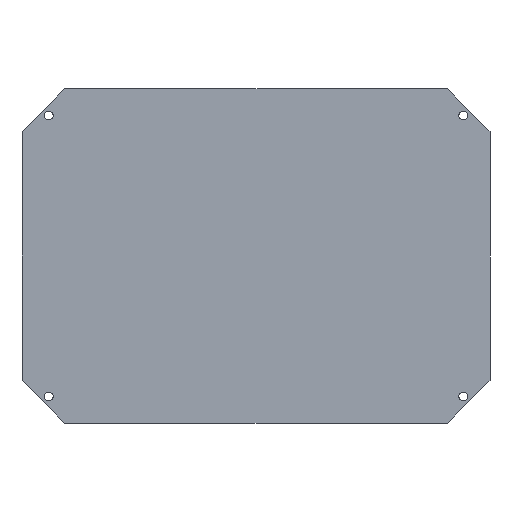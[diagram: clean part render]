
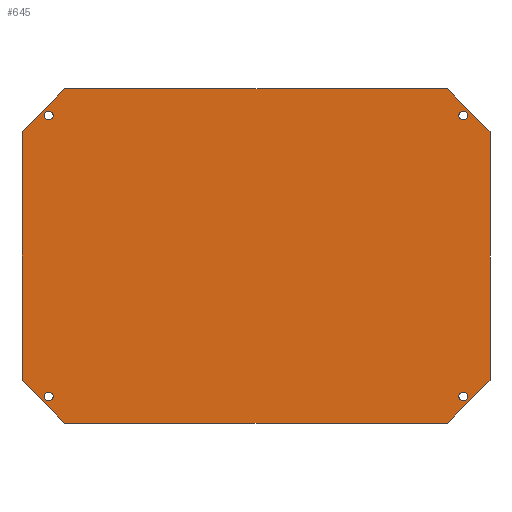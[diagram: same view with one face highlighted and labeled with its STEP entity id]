
A CAD part, front view. The second image highlights one B-rep face of the part: STEP entity #645.
In plain terms, the highlighted planar face has unit normal (0, -1, 0).
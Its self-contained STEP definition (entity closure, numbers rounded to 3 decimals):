
#15 = EDGE_CURVE ( 'NONE', #367, #166, #342, .T. ) ;
#18 = FACE_OUTER_BOUND ( 'NONE', #279, .T. ) ;
#20 = VERTEX_POINT ( 'NONE', #552 ) ;
#25 = VERTEX_POINT ( 'NONE', #195 ) ;
#26 = FACE_BOUND ( 'NONE', #338, .T. ) ;
#29 = EDGE_CURVE ( 'NONE', #653, #350, #352, .T. ) ;
#30 = CARTESIAN_POINT ( 'NONE',  ( -175., 0., 93. ) ) ;
#35 = CARTESIAN_POINT ( 'NONE',  ( -155., 0., 101.75 ) ) ;
#37 = ORIENTED_EDGE ( 'NONE', *, *, #356, .T. ) ;
#39 = ORIENTED_EDGE ( 'NONE', *, *, #551, .T. ) ;
#45 = VECTOR ( 'NONE', #66, 1000. ) ;
#49 = VECTOR ( 'NONE', #285, 1000. ) ;
#52 = VERTEX_POINT ( 'NONE', #557 ) ;
#65 = ORIENTED_EDGE ( 'NONE', *, *, #577, .F. ) ;
#66 = DIRECTION ( 'NONE',  ( 0.707, 0., -0.707 ) ) ;
#69 = CARTESIAN_POINT ( 'NONE',  ( 0., 0., 0. ) ) ;
#73 = FACE_BOUND ( 'NONE', #206, .T. ) ;
#74 = CIRCLE ( 'NONE', #87, 3.25 ) ;
#83 = DIRECTION ( 'NONE',  ( 0., 0., 1. ) ) ;
#84 = ORIENTED_EDGE ( 'NONE', *, *, #268, .T. ) ;
#87 = AXIS2_PLACEMENT_3D ( 'NONE', #547, #652, #236 ) ;
#91 = DIRECTION ( 'NONE',  ( 0., 1., 0. ) ) ;
#95 = DIRECTION ( 'NONE',  ( 0., 1., 0. ) ) ;
#102 = DIRECTION ( 'NONE',  ( -0.707, 0., -0.707 ) ) ;
#106 = CIRCLE ( 'NONE', #262, 3.25 ) ;
#113 = VECTOR ( 'NONE', #361, 1000. ) ;
#114 = DIRECTION ( 'NONE',  ( 0., 0., -1. ) ) ;
#122 = VERTEX_POINT ( 'NONE', #660 ) ;
#123 = CARTESIAN_POINT ( 'NONE',  ( -143., 0., -125. ) ) ;
#126 = DIRECTION ( 'NONE',  ( 0., 1., 0. ) ) ;
#129 = CARTESIAN_POINT ( 'NONE',  ( 143., 0., -125. ) ) ;
#135 = DIRECTION ( 'NONE',  ( 0., 0., -1. ) ) ;
#139 = VECTOR ( 'NONE', #500, 1000. ) ;
#146 = DIRECTION ( 'NONE',  ( 0., 0., 1. ) ) ;
#149 = VERTEX_POINT ( 'NONE', #377 ) ;
#152 = ORIENTED_EDGE ( 'NONE', *, *, #29, .T. ) ;
#166 = VERTEX_POINT ( 'NONE', #566 ) ;
#169 = VERTEX_POINT ( 'NONE', #257 ) ;
#170 = DIRECTION ( 'NONE',  ( 0., 0., 1. ) ) ;
#171 = ORIENTED_EDGE ( 'NONE', *, *, #586, .T. ) ;
#174 = DIRECTION ( 'NONE',  ( 1., 0., 0. ) ) ;
#187 = CIRCLE ( 'NONE', #386, 3.25 ) ;
#189 = ORIENTED_EDGE ( 'NONE', *, *, #383, .T. ) ;
#195 = CARTESIAN_POINT ( 'NONE',  ( 155., 0., 108.25 ) ) ;
#203 = VECTOR ( 'NONE', #102, 1000. ) ;
#205 = AXIS2_PLACEMENT_3D ( 'NONE', #391, #91, #135 ) ;
#206 = EDGE_LOOP ( 'NONE', ( #542, #572 ) ) ;
#215 = CARTESIAN_POINT ( 'NONE',  ( 155., 0., -105. ) ) ;
#223 = CARTESIAN_POINT ( 'NONE',  ( -175., 0., -93. ) ) ;
#225 = ORIENTED_EDGE ( 'NONE', *, *, #393, .F. ) ;
#236 = DIRECTION ( 'NONE',  ( 0., 0., -1. ) ) ;
#240 = CIRCLE ( 'NONE', #205, 3.25 ) ;
#248 = EDGE_CURVE ( 'NONE', #594, #353, #287, .T. ) ;
#257 = CARTESIAN_POINT ( 'NONE',  ( 175., 0., -93. ) ) ;
#258 = EDGE_LOOP ( 'NONE', ( #37, #448 ) ) ;
#260 = AXIS2_PLACEMENT_3D ( 'NONE', #615, #95, #613 ) ;
#262 = AXIS2_PLACEMENT_3D ( 'NONE', #401, #517, #146 ) ;
#264 = PLANE ( 'NONE',  #389 ) ;
#268 = EDGE_CURVE ( 'NONE', #20, #122, #597, .T. ) ;
#276 = DIRECTION ( 'NONE',  ( 0., 0., 1. ) ) ;
#278 = VECTOR ( 'NONE', #174, 1000. ) ;
#279 = EDGE_LOOP ( 'NONE', ( #65, #171, #225, #84, #529, #152, #473, #434 ) ) ;
#285 = DIRECTION ( 'NONE',  ( -0.707, 0., 0.707 ) ) ;
#287 = CIRCLE ( 'NONE', #459, 3.25 ) ;
#295 = EDGE_CURVE ( 'NONE', #502, #25, #187, .T. ) ;
#298 = CARTESIAN_POINT ( 'NONE',  ( 155., 0., 101.75 ) ) ;
#302 = CARTESIAN_POINT ( 'NONE',  ( -143., 0., 125. ) ) ;
#314 = AXIS2_PLACEMENT_3D ( 'NONE', #349, #504, #114 ) ;
#325 = ORIENTED_EDGE ( 'NONE', *, *, #15, .T. ) ;
#332 = LINE ( 'NONE', #581, #139 ) ;
#337 = LINE ( 'NONE', #541, #562 ) ;
#338 = EDGE_LOOP ( 'NONE', ( #325, #375 ) ) ;
#340 = DIRECTION ( 'NONE',  ( 0., 1., 0. ) ) ;
#342 = CIRCLE ( 'NONE', #260, 3.25 ) ;
#349 = CARTESIAN_POINT ( 'NONE',  ( -155., 0., -105. ) ) ;
#350 = VERTEX_POINT ( 'NONE', #30 ) ;
#352 = LINE ( 'NONE', #302, #203 ) ;
#353 = VERTEX_POINT ( 'NONE', #443 ) ;
#356 = EDGE_CURVE ( 'NONE', #353, #594, #373, .T. ) ;
#361 = DIRECTION ( 'NONE',  ( -1., 0., 0. ) ) ;
#362 = EDGE_CURVE ( 'NONE', #25, #502, #74, .T. ) ;
#364 = DIRECTION ( 'NONE',  ( 0.707, 0., 0.707 ) ) ;
#367 = VERTEX_POINT ( 'NONE', #35 ) ;
#373 = CIRCLE ( 'NONE', #618, 3.25 ) ;
#375 = ORIENTED_EDGE ( 'NONE', *, *, #455, .T. ) ;
#377 = CARTESIAN_POINT ( 'NONE',  ( -155., 0., -101.75 ) ) ;
#379 = CIRCLE ( 'NONE', #314, 3.25 ) ;
#383 = EDGE_CURVE ( 'NONE', #149, #52, #240, .T. ) ;
#385 = VERTEX_POINT ( 'NONE', #129 ) ;
#386 = AXIS2_PLACEMENT_3D ( 'NONE', #447, #126, #437 ) ;
#389 = AXIS2_PLACEMENT_3D ( 'NONE', #69, #481, #276 ) ;
#391 = CARTESIAN_POINT ( 'NONE',  ( -155., 0., -105. ) ) ;
#393 = EDGE_CURVE ( 'NONE', #20, #169, #332, .T. ) ;
#401 = CARTESIAN_POINT ( 'NONE',  ( -155., 0., 105. ) ) ;
#416 = CARTESIAN_POINT ( 'NONE',  ( -175., 0., -125. ) ) ;
#420 = LINE ( 'NONE', #619, #501 ) ;
#434 = ORIENTED_EDGE ( 'NONE', *, *, #654, .T. ) ;
#435 = LINE ( 'NONE', #633, #278 ) ;
#437 = DIRECTION ( 'NONE',  ( 0., 0., -1. ) ) ;
#440 = DIRECTION ( 'NONE',  ( 0., 0., 1. ) ) ;
#442 = EDGE_CURVE ( 'NONE', #587, #350, #337, .T. ) ;
#443 = CARTESIAN_POINT ( 'NONE',  ( 155., 0., -108.25 ) ) ;
#447 = CARTESIAN_POINT ( 'NONE',  ( 155., 0., 105. ) ) ;
#448 = ORIENTED_EDGE ( 'NONE', *, *, #248, .T. ) ;
#450 = EDGE_LOOP ( 'NONE', ( #39, #189 ) ) ;
#455 = EDGE_CURVE ( 'NONE', #166, #367, #106, .T. ) ;
#459 = AXIS2_PLACEMENT_3D ( 'NONE', #215, #635, #170 ) ;
#466 = LINE ( 'NONE', #416, #113 ) ;
#473 = ORIENTED_EDGE ( 'NONE', *, *, #442, .F. ) ;
#481 = DIRECTION ( 'NONE',  ( 0., 1., 0. ) ) ;
#487 = LINE ( 'NONE', #223, #45 ) ;
#500 = DIRECTION ( 'NONE',  ( 0., 0., -1. ) ) ;
#501 = VECTOR ( 'NONE', #364, 1000. ) ;
#502 = VERTEX_POINT ( 'NONE', #298 ) ;
#504 = DIRECTION ( 'NONE',  ( 0., 1., 0. ) ) ;
#517 = DIRECTION ( 'NONE',  ( 0., 1., 0. ) ) ;
#529 = ORIENTED_EDGE ( 'NONE', *, *, #663, .F. ) ;
#541 = CARTESIAN_POINT ( 'NONE',  ( -175., 0., -125. ) ) ;
#542 = ORIENTED_EDGE ( 'NONE', *, *, #295, .T. ) ;
#547 = CARTESIAN_POINT ( 'NONE',  ( 155., 0., 105. ) ) ;
#551 = EDGE_CURVE ( 'NONE', #52, #149, #379, .T. ) ;
#552 = CARTESIAN_POINT ( 'NONE',  ( 175., 0., 93. ) ) ;
#557 = CARTESIAN_POINT ( 'NONE',  ( -155., 0., -108.25 ) ) ;
#562 = VECTOR ( 'NONE', #83, 1000. ) ;
#565 = CARTESIAN_POINT ( 'NONE',  ( -175., 0., -93. ) ) ;
#566 = CARTESIAN_POINT ( 'NONE',  ( -155., 0., 108.25 ) ) ;
#572 = ORIENTED_EDGE ( 'NONE', *, *, #362, .T. ) ;
#574 = CARTESIAN_POINT ( 'NONE',  ( -143., 0., 125. ) ) ;
#577 = EDGE_CURVE ( 'NONE', #385, #648, #466, .T. ) ;
#580 = FACE_BOUND ( 'NONE', #258, .T. ) ;
#581 = CARTESIAN_POINT ( 'NONE',  ( 175., 0., -125. ) ) ;
#586 = EDGE_CURVE ( 'NONE', #385, #169, #420, .T. ) ;
#587 = VERTEX_POINT ( 'NONE', #565 ) ;
#593 = CARTESIAN_POINT ( 'NONE',  ( 175., 0., 93. ) ) ;
#594 = VERTEX_POINT ( 'NONE', #625 ) ;
#597 = LINE ( 'NONE', #593, #49 ) ;
#613 = DIRECTION ( 'NONE',  ( 0., 0., 1. ) ) ;
#615 = CARTESIAN_POINT ( 'NONE',  ( -155., 0., 105. ) ) ;
#618 = AXIS2_PLACEMENT_3D ( 'NONE', #649, #340, #440 ) ;
#619 = CARTESIAN_POINT ( 'NONE',  ( 143., 0., -125. ) ) ;
#625 = CARTESIAN_POINT ( 'NONE',  ( 155., 0., -101.75 ) ) ;
#633 = CARTESIAN_POINT ( 'NONE',  ( -175., 0., 125. ) ) ;
#635 = DIRECTION ( 'NONE',  ( 0., 1., 0. ) ) ;
#640 = FACE_BOUND ( 'NONE', #450, .T. ) ;
#645 = ADVANCED_FACE ( 'NONE', ( #18, #580, #640, #73, #26 ), #264, .F. ) ;
#648 = VERTEX_POINT ( 'NONE', #123 ) ;
#649 = CARTESIAN_POINT ( 'NONE',  ( 155., 0., -105. ) ) ;
#652 = DIRECTION ( 'NONE',  ( 0., 1., 0. ) ) ;
#653 = VERTEX_POINT ( 'NONE', #574 ) ;
#654 = EDGE_CURVE ( 'NONE', #587, #648, #487, .T. ) ;
#660 = CARTESIAN_POINT ( 'NONE',  ( 143., 0., 125. ) ) ;
#663 = EDGE_CURVE ( 'NONE', #653, #122, #435, .T. ) ;
